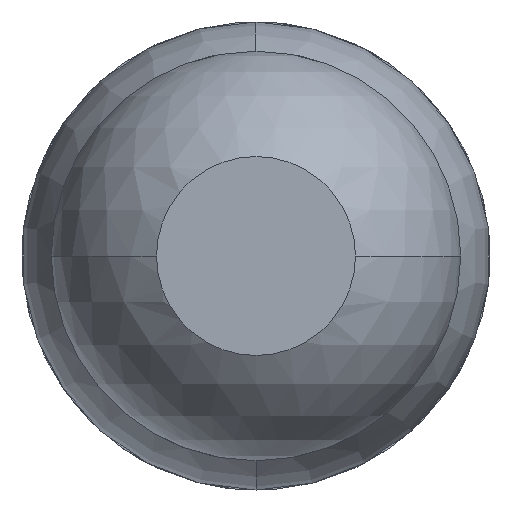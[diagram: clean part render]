
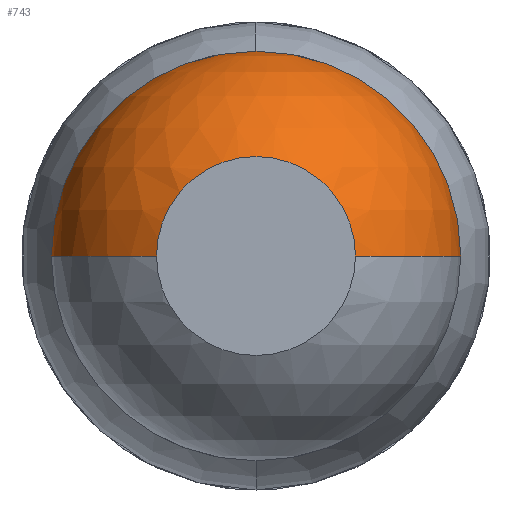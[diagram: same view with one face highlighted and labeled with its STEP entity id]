
A CAD part, front view. The second image highlights one B-rep face of the part: STEP entity #743.
In plain terms, the highlighted spherical face has radius 0.35 mm.
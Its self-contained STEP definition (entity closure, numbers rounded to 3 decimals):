
#101 = EDGE_CURVE ( 'NONE', #1977, #592, #622, .T. ) ;
#117 = EDGE_CURVE ( 'Defeature ausgef�hrt2_16+Defeature ausgef�hrt2_4+Defeature ausgef�hrt2_4+Defeature ausgef�hrt2_4', #2096, #394, #1614, .T. ) ;
#129 = CARTESIAN_POINT ( 'NONE',  ( 0., -14., 0. ) ) ;
#138 = AXIS2_PLACEMENT_3D ( 'NONE', #2494, #2766, #2542 ) ;
#226 = CARTESIAN_POINT ( 'NONE',  ( 0., -13.694, 0. ) ) ;
#237 = DIRECTION ( 'NONE',  ( -1., 0., 0. ) ) ;
#242 = EDGE_CURVE ( 'Defeature ausgef�hrt2_3+Defeature ausgef�hrt2_4+Defeature ausgef�hrt2_4+Defeature ausgef�hrt2_4', #2444, #289, #690, .T. ) ;
#289 = VERTEX_POINT ( 'NONE', #1289 ) ;
#346 = DIRECTION ( 'NONE',  ( 1., 0., 0. ) ) ;
#362 = DIRECTION ( 'NONE',  ( 0., 0., -1. ) ) ;
#394 = VERTEX_POINT ( 'NONE', #2934 ) ;
#409 = AXIS2_PLACEMENT_3D ( 'NONE', #129, #2784, #1248 ) ;
#469 = FACE_OUTER_BOUND ( 'NONE', #1352, .T. ) ;
#503 = AXIS2_PLACEMENT_3D ( 'NONE', #1472, #2194, #1273 ) ;
#562 = CARTESIAN_POINT ( 'NONE',  ( 0., -13.694, 0. ) ) ;
#587 = ORIENTED_EDGE ( 'NONE', *, *, #242, .F. ) ;
#592 = VERTEX_POINT ( 'NONE', #647 ) ;
#622 = CIRCLE ( 'NONE', #670, 0.35 ) ;
#647 = CARTESIAN_POINT ( 'NONE',  ( -0.35, -13.694, 0. ) ) ;
#670 = AXIS2_PLACEMENT_3D ( 'NONE', #226, #1837, #237 ) ;
#690 = CIRCLE ( 'NONE', #1125, 0.35 ) ;
#701 = ORIENTED_EDGE ( 'NONE', *, *, #117, .F. ) ;
#743 = ADVANCED_FACE ( 'Defeature ausgef�hrt2_4', ( #469 ), #2178, .T. ) ;
#923 = EDGE_CURVE ( 'Defeature ausgef�hrt2_16+Defeature ausgef�hrt2_4+Defeature ausgef�hrt2_4+Defeature ausgef�hrt2_4', #394, #1977, #2795, .T. ) ;
#999 = CARTESIAN_POINT ( 'NONE',  ( -0.17, -14., 0. ) ) ;
#1024 = DIRECTION ( 'NONE',  ( 0., 0., 1. ) ) ;
#1049 = DIRECTION ( 'NONE',  ( 0., 0., 1. ) ) ;
#1125 = AXIS2_PLACEMENT_3D ( 'NONE', #562, #1696, #1024 ) ;
#1187 = ORIENTED_EDGE ( 'NONE', *, *, #923, .F. ) ;
#1208 = EDGE_CURVE ( 'Defeature ausgef�hrt2_3+Defeature ausgef�hrt2_4+Defeature ausgef�hrt2_4+Defeature ausgef�hrt2_4', #592, #2444, #1902, .T. ) ;
#1248 = DIRECTION ( 'NONE',  ( 0., 0., -1. ) ) ;
#1273 = DIRECTION ( 'NONE',  ( 0., 0., 1. ) ) ;
#1289 = CARTESIAN_POINT ( 'NONE',  ( 0.35, -13.694, 0. ) ) ;
#1352 = EDGE_LOOP ( 'NONE', ( #1374, #1187, #701, #2949, #587, #2559 ) ) ;
#1374 = ORIENTED_EDGE ( 'NONE', *, *, #101, .F. ) ;
#1472 = CARTESIAN_POINT ( 'NONE',  ( 0., -13.694, 0. ) ) ;
#1614 = CIRCLE ( 'NONE', #409, 0.17 ) ;
#1696 = DIRECTION ( 'NONE',  ( 0., 1., 0. ) ) ;
#1709 = CARTESIAN_POINT ( 'NONE',  ( 0., -13.694, 0. ) ) ;
#1837 = DIRECTION ( 'NONE',  ( 0., 0., -1. ) ) ;
#1902 = CIRCLE ( 'NONE', #503, 0.35 ) ;
#1903 = AXIS2_PLACEMENT_3D ( 'NONE', #1709, #1049, #346 ) ;
#1921 = CARTESIAN_POINT ( 'NONE',  ( 0., -14., 0. ) ) ;
#1977 = VERTEX_POINT ( 'NONE', #999 ) ;
#2096 = VERTEX_POINT ( 'NONE', #2596 ) ;
#2178 = SPHERICAL_SURFACE ( 'NONE', #138, 0.35 ) ;
#2194 = DIRECTION ( 'NONE',  ( 0., 1., 0. ) ) ;
#2361 = DIRECTION ( 'NONE',  ( 0., -1., 0. ) ) ;
#2443 = EDGE_CURVE ( 'NONE', #2096, #289, #2942, .T. ) ;
#2444 = VERTEX_POINT ( 'NONE', #2883 ) ;
#2494 = CARTESIAN_POINT ( 'NONE',  ( 0., -13.694, 0. ) ) ;
#2542 = DIRECTION ( 'NONE',  ( 1., 0., 0. ) ) ;
#2559 = ORIENTED_EDGE ( 'NONE', *, *, #1208, .F. ) ;
#2596 = CARTESIAN_POINT ( 'NONE',  ( 0.17, -14., 0. ) ) ;
#2766 = DIRECTION ( 'NONE',  ( 0., 0., -1. ) ) ;
#2784 = DIRECTION ( 'NONE',  ( 0., -1., 0. ) ) ;
#2795 = CIRCLE ( 'NONE', #2854, 0.17 ) ;
#2854 = AXIS2_PLACEMENT_3D ( 'NONE', #1921, #2361, #362 ) ;
#2883 = CARTESIAN_POINT ( 'NONE',  ( 0., -13.694, 0.35 ) ) ;
#2934 = CARTESIAN_POINT ( 'NONE',  ( 0., -14., 0.17 ) ) ;
#2942 = CIRCLE ( 'NONE', #1903, 0.35 ) ;
#2949 = ORIENTED_EDGE ( 'NONE', *, *, #2443, .T. ) ;
